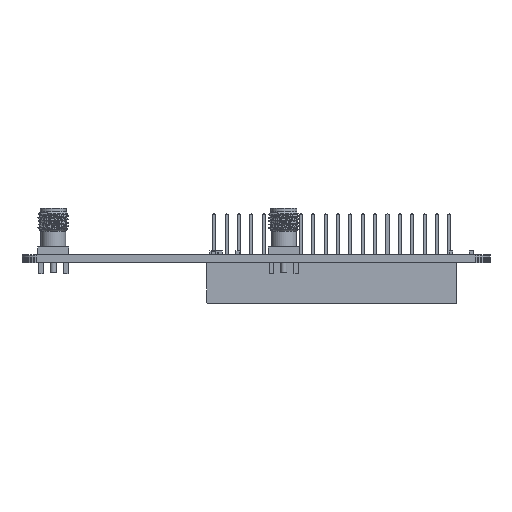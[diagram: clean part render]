
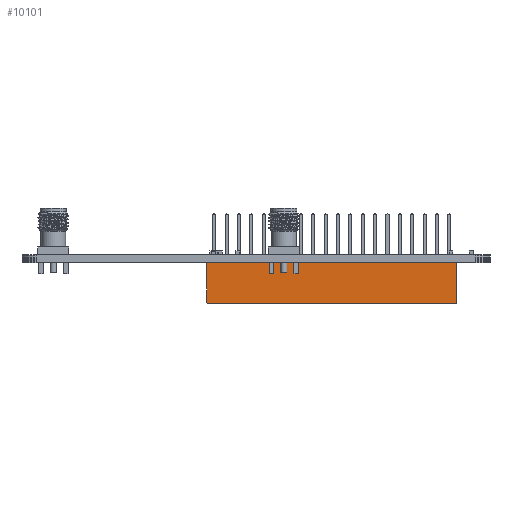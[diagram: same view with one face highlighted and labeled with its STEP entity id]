
A CAD part, front view. The second image highlights one B-rep face of the part: STEP entity #10101.
In plain terms, the highlighted face is planar.
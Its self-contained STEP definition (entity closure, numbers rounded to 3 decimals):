
#99 = VERTEX_POINT('',#100);
#100 = CARTESIAN_POINT('',(1.23,-49.78,8.48));
#109 = PLANE('',#110);
#110 = AXIS2_PLACEMENT_3D('',#111,#112,#113);
#111 = CARTESIAN_POINT('',(-1.27,-24.13,8.48));
#112 = DIRECTION('',(0.,0.,-1.));
#113 = DIRECTION('',(-1.,0.,0.));
#121 = PLANE('',#122);
#122 = AXIS2_PLACEMENT_3D('',#123,#124,#125);
#123 = CARTESIAN_POINT('',(-3.77,-49.78,0.));
#124 = DIRECTION('',(0.,-1.,0.));
#125 = DIRECTION('',(0.,0.,1.));
#162 = VERTEX_POINT('',#163);
#163 = CARTESIAN_POINT('',(1.23,1.365,8.48));
#177 = PLANE('',#178);
#178 = AXIS2_PLACEMENT_3D('',#179,#180,#181);
#179 = CARTESIAN_POINT('',(-3.77,-1.27,13.75));
#180 = DIRECTION('',(0.,0.894,0.447));
#181 = DIRECTION('',(0.,0.447,-0.894));
#189 = EDGE_CURVE('',#162,#99,#190,.T.);
#190 = SURFACE_CURVE('',#191,(#195,#202),.PCURVE_S1.);
#191 = LINE('',#192,#193);
#192 = CARTESIAN_POINT('',(1.23,-11.305,8.48));
#193 = VECTOR('',#194,1.);
#194 = DIRECTION('',(0.,-1.,0.));
#195 = PCURVE('',#109,#196);
#196 = DEFINITIONAL_REPRESENTATION('',(#197),#201);
#197 = LINE('',#198,#199);
#198 = CARTESIAN_POINT('',(-2.5,12.825));
#199 = VECTOR('',#200,1.);
#200 = DIRECTION('',(0.,-1.));
#201 = ( GEOMETRIC_REPRESENTATION_CONTEXT(2) 
PARAMETRIC_REPRESENTATION_CONTEXT() REPRESENTATION_CONTEXT('2D SPACE',''
  ) );
#202 = PCURVE('',#203,#208);
#203 = PLANE('',#204);
#204 = AXIS2_PLACEMENT_3D('',#205,#206,#207);
#205 = CARTESIAN_POINT('',(1.23,1.52,0.));
#206 = DIRECTION('',(1.,0.,0.));
#207 = DIRECTION('',(0.,0.,1.));
#208 = DEFINITIONAL_REPRESENTATION('',(#209),#213);
#209 = LINE('',#210,#211);
#210 = CARTESIAN_POINT('',(8.48,12.825));
#211 = VECTOR('',#212,1.);
#212 = DIRECTION('',(0.,1.));
#213 = ( GEOMETRIC_REPRESENTATION_CONTEXT(2) 
PARAMETRIC_REPRESENTATION_CONTEXT() REPRESENTATION_CONTEXT('2D SPACE',''
  ) );
#5046 = PLANE('',#5047);
#5047 = AXIS2_PLACEMENT_3D('',#5048,#5049,#5050);
#5048 = CARTESIAN_POINT('',(-3.77,1.52,0.));
#5049 = DIRECTION('',(0.,-1.,0.));
#5050 = DIRECTION('',(0.,0.,1.));
#5117 = PLANE('',#5118);
#5118 = AXIS2_PLACEMENT_3D('',#5119,#5120,#5121);
#5119 = CARTESIAN_POINT('',(-3.77,1.52,0.));
#5120 = DIRECTION('',(0.,0.,1.));
#5121 = DIRECTION('',(0.,-1.,0.));
#5134 = VERTEX_POINT('',#5135);
#5135 = CARTESIAN_POINT('',(1.23,1.52,0.));
#5156 = EDGE_CURVE('',#5134,#5157,#5159,.T.);
#5157 = VERTEX_POINT('',#5158);
#5158 = CARTESIAN_POINT('',(1.23,1.52,8.17));
#5159 = SURFACE_CURVE('',#5160,(#5164,#5171),.PCURVE_S1.);
#5160 = LINE('',#5161,#5162);
#5161 = CARTESIAN_POINT('',(1.23,1.52,0.));
#5162 = VECTOR('',#5163,1.);
#5163 = DIRECTION('',(0.,0.,1.));
#5164 = PCURVE('',#5046,#5165);
#5165 = DEFINITIONAL_REPRESENTATION('',(#5166),#5170);
#5166 = LINE('',#5167,#5168);
#5167 = CARTESIAN_POINT('',(0.,-5.));
#5168 = VECTOR('',#5169,1.);
#5169 = DIRECTION('',(1.,0.));
#5170 = ( GEOMETRIC_REPRESENTATION_CONTEXT(2) 
PARAMETRIC_REPRESENTATION_CONTEXT() REPRESENTATION_CONTEXT('2D SPACE',''
  ) );
#5171 = PCURVE('',#203,#5172);
#5172 = DEFINITIONAL_REPRESENTATION('',(#5173),#5177);
#5173 = LINE('',#5174,#5175);
#5174 = CARTESIAN_POINT('',(0.,0.));
#5175 = VECTOR('',#5176,1.);
#5176 = DIRECTION('',(1.,0.));
#5177 = ( GEOMETRIC_REPRESENTATION_CONTEXT(2) 
PARAMETRIC_REPRESENTATION_CONTEXT() REPRESENTATION_CONTEXT('2D SPACE',''
  ) );
#10101 = ADVANCED_FACE('',(#10102),#203,.T.);
#10102 = FACE_BOUND('',#10103,.T.);
#10103 = EDGE_LOOP('',(#10104,#10105,#10128,#10149,#10150));
#10104 = ORIENTED_EDGE('',*,*,#189,.T.);
#10105 = ORIENTED_EDGE('',*,*,#10106,.F.);
#10106 = EDGE_CURVE('',#10107,#99,#10109,.T.);
#10107 = VERTEX_POINT('',#10108);
#10108 = CARTESIAN_POINT('',(1.23,-49.78,0.));
#10109 = SURFACE_CURVE('',#10110,(#10114,#10121),.PCURVE_S1.);
#10110 = LINE('',#10111,#10112);
#10111 = CARTESIAN_POINT('',(1.23,-49.78,0.));
#10112 = VECTOR('',#10113,1.);
#10113 = DIRECTION('',(0.,0.,1.));
#10114 = PCURVE('',#203,#10115);
#10115 = DEFINITIONAL_REPRESENTATION('',(#10116),#10120);
#10116 = LINE('',#10117,#10118);
#10117 = CARTESIAN_POINT('',(0.,51.3));
#10118 = VECTOR('',#10119,1.);
#10119 = DIRECTION('',(1.,0.));
#10120 = ( GEOMETRIC_REPRESENTATION_CONTEXT(2) 
PARAMETRIC_REPRESENTATION_CONTEXT() REPRESENTATION_CONTEXT('2D SPACE',''
  ) );
#10121 = PCURVE('',#121,#10122);
#10122 = DEFINITIONAL_REPRESENTATION('',(#10123),#10127);
#10123 = LINE('',#10124,#10125);
#10124 = CARTESIAN_POINT('',(0.,-5.));
#10125 = VECTOR('',#10126,1.);
#10126 = DIRECTION('',(1.,0.));
#10127 = ( GEOMETRIC_REPRESENTATION_CONTEXT(2) 
PARAMETRIC_REPRESENTATION_CONTEXT() REPRESENTATION_CONTEXT('2D SPACE',''
  ) );
#10128 = ORIENTED_EDGE('',*,*,#10129,.F.);
#10129 = EDGE_CURVE('',#5134,#10107,#10130,.T.);
#10130 = SURFACE_CURVE('',#10131,(#10135,#10142),.PCURVE_S1.);
#10131 = LINE('',#10132,#10133);
#10132 = CARTESIAN_POINT('',(1.23,1.52,0.));
#10133 = VECTOR('',#10134,1.);
#10134 = DIRECTION('',(0.,-1.,0.));
#10135 = PCURVE('',#203,#10136);
#10136 = DEFINITIONAL_REPRESENTATION('',(#10137),#10141);
#10137 = LINE('',#10138,#10139);
#10138 = CARTESIAN_POINT('',(0.,0.));
#10139 = VECTOR('',#10140,1.);
#10140 = DIRECTION('',(0.,1.));
#10141 = ( GEOMETRIC_REPRESENTATION_CONTEXT(2) 
PARAMETRIC_REPRESENTATION_CONTEXT() REPRESENTATION_CONTEXT('2D SPACE',''
  ) );
#10142 = PCURVE('',#5117,#10143);
#10143 = DEFINITIONAL_REPRESENTATION('',(#10144),#10148);
#10144 = LINE('',#10145,#10146);
#10145 = CARTESIAN_POINT('',(0.,5.));
#10146 = VECTOR('',#10147,1.);
#10147 = DIRECTION('',(1.,0.));
#10148 = ( GEOMETRIC_REPRESENTATION_CONTEXT(2) 
PARAMETRIC_REPRESENTATION_CONTEXT() REPRESENTATION_CONTEXT('2D SPACE',''
  ) );
#10149 = ORIENTED_EDGE('',*,*,#5156,.T.);
#10150 = ORIENTED_EDGE('',*,*,#10151,.F.);
#10151 = EDGE_CURVE('',#162,#5157,#10152,.T.);
#10152 = SURFACE_CURVE('',#10153,(#10157,#10164),.PCURVE_S1.);
#10153 = LINE('',#10154,#10155);
#10154 = CARTESIAN_POINT('',(1.23,1.759,7.692));
#10155 = VECTOR('',#10156,1.);
#10156 = DIRECTION('',(0.,0.447,-0.894));
#10157 = PCURVE('',#203,#10158);
#10158 = DEFINITIONAL_REPRESENTATION('',(#10159),#10163);
#10159 = LINE('',#10160,#10161);
#10160 = CARTESIAN_POINT('',(7.692,-0.239));
#10161 = VECTOR('',#10162,1.);
#10162 = DIRECTION('',(-0.894,-0.447));
#10163 = ( GEOMETRIC_REPRESENTATION_CONTEXT(2) 
PARAMETRIC_REPRESENTATION_CONTEXT() REPRESENTATION_CONTEXT('2D SPACE',''
  ) );
#10164 = PCURVE('',#177,#10165);
#10165 = DEFINITIONAL_REPRESENTATION('',(#10166),#10170);
#10166 = LINE('',#10167,#10168);
#10167 = CARTESIAN_POINT('',(6.773,-5.));
#10168 = VECTOR('',#10169,1.);
#10169 = DIRECTION('',(1.,0.));
#10170 = ( GEOMETRIC_REPRESENTATION_CONTEXT(2) 
PARAMETRIC_REPRESENTATION_CONTEXT() REPRESENTATION_CONTEXT('2D SPACE',''
  ) );
